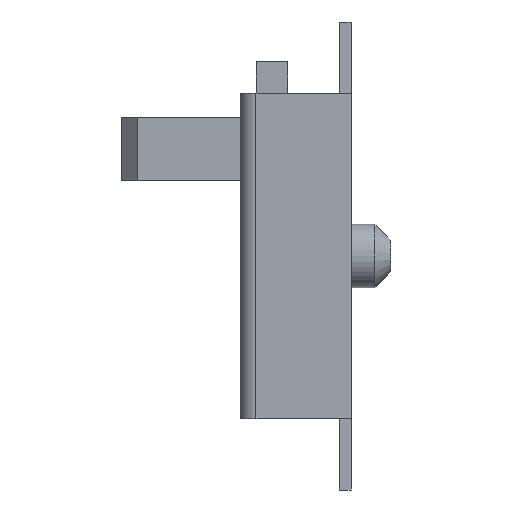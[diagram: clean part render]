
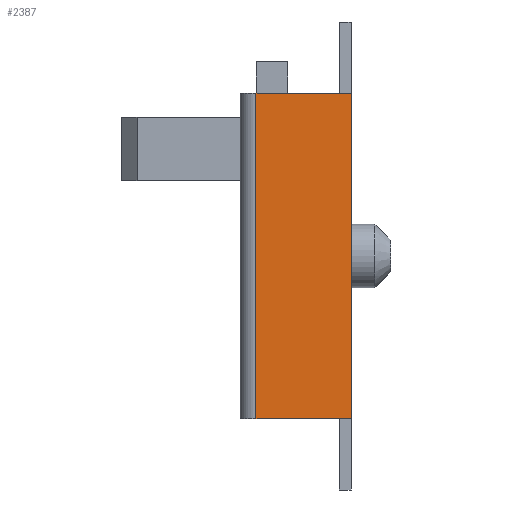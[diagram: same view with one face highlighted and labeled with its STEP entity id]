
A CAD part, left-side view. The second image highlights one B-rep face of the part: STEP entity #2387.
In plain terms, the highlighted planar face has unit normal (-1, 0, 0).
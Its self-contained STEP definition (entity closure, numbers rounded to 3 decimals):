
#184 = PLANE('',#185);
#185 = AXIS2_PLACEMENT_3D('',#186,#187,#188);
#186 = CARTESIAN_POINT('',(-3.35,0.,2.05));
#187 = DIRECTION('',(0.,1.,0.));
#188 = DIRECTION('',(0.,-0.,1.));
#1117 = PLANE('',#1118);
#1118 = AXIS2_PLACEMENT_3D('',#1119,#1120,#1121);
#1119 = CARTESIAN_POINT('',(-3.35,1.4,-2.05));
#1120 = DIRECTION('',(0.,0.,1.));
#1121 = DIRECTION('',(1.,0.,-0.));
#1186 = VERTEX_POINT('',#1187);
#1187 = CARTESIAN_POINT('',(-3.35,0.,-2.05));
#1208 = EDGE_CURVE('',#1209,#1186,#1211,.T.);
#1209 = VERTEX_POINT('',#1210);
#1210 = CARTESIAN_POINT('',(-3.35,1.2,-2.05));
#1211 = SURFACE_CURVE('',#1212,(#1216,#1223),.PCURVE_S1.);
#1212 = LINE('',#1213,#1214);
#1213 = CARTESIAN_POINT('',(-3.35,1.4,-2.05));
#1214 = VECTOR('',#1215,1.);
#1215 = DIRECTION('',(0.,-1.,0.));
#1216 = PCURVE('',#1117,#1217);
#1217 = DEFINITIONAL_REPRESENTATION('',(#1218),#1222);
#1218 = LINE('',#1219,#1220);
#1219 = CARTESIAN_POINT('',(0.,0.));
#1220 = VECTOR('',#1221,1.);
#1221 = DIRECTION('',(0.,-1.));
#1222 = ( GEOMETRIC_REPRESENTATION_CONTEXT(2) 
PARAMETRIC_REPRESENTATION_CONTEXT() REPRESENTATION_CONTEXT('2D SPACE',''
  ) );
#1223 = PCURVE('',#1224,#1229);
#1224 = PLANE('',#1225);
#1225 = AXIS2_PLACEMENT_3D('',#1226,#1227,#1228);
#1226 = CARTESIAN_POINT('',(-3.35,1.4,-2.05));
#1227 = DIRECTION('',(1.,0.,0.));
#1228 = DIRECTION('',(0.,0.,-1.));
#1229 = DEFINITIONAL_REPRESENTATION('',(#1230),#1234);
#1230 = LINE('',#1231,#1232);
#1231 = CARTESIAN_POINT('',(0.,0.));
#1232 = VECTOR('',#1233,1.);
#1233 = DIRECTION('',(-0.,-1.));
#1234 = ( GEOMETRIC_REPRESENTATION_CONTEXT(2) 
PARAMETRIC_REPRESENTATION_CONTEXT() REPRESENTATION_CONTEXT('2D SPACE',''
  ) );
#1257 = CYLINDRICAL_SURFACE('',#1258,0.2);
#1258 = AXIS2_PLACEMENT_3D('',#1259,#1260,#1261);
#1259 = CARTESIAN_POINT('',(-3.15,1.2,2.05));
#1260 = DIRECTION('',(0.,0.,-1.));
#1261 = DIRECTION('',(-1.,0.,0.));
#1579 = PLANE('',#1580);
#1580 = AXIS2_PLACEMENT_3D('',#1581,#1582,#1583);
#1581 = CARTESIAN_POINT('',(-3.35,1.4,2.05));
#1582 = DIRECTION('',(0.,0.,-1.));
#1583 = DIRECTION('',(-1.,0.,0.));
#1994 = VERTEX_POINT('',#1995);
#1995 = CARTESIAN_POINT('',(-3.35,1.2,2.05));
#2021 = EDGE_CURVE('',#1994,#2022,#2024,.T.);
#2022 = VERTEX_POINT('',#2023);
#2023 = CARTESIAN_POINT('',(-3.35,0.,2.05));
#2024 = SURFACE_CURVE('',#2025,(#2029,#2036),.PCURVE_S1.);
#2025 = LINE('',#2026,#2027);
#2026 = CARTESIAN_POINT('',(-3.35,1.4,2.05));
#2027 = VECTOR('',#2028,1.);
#2028 = DIRECTION('',(0.,-1.,0.));
#2029 = PCURVE('',#1579,#2030);
#2030 = DEFINITIONAL_REPRESENTATION('',(#2031),#2035);
#2031 = LINE('',#2032,#2033);
#2032 = CARTESIAN_POINT('',(0.,0.));
#2033 = VECTOR('',#2034,1.);
#2034 = DIRECTION('',(0.,-1.));
#2035 = ( GEOMETRIC_REPRESENTATION_CONTEXT(2) 
PARAMETRIC_REPRESENTATION_CONTEXT() REPRESENTATION_CONTEXT('2D SPACE',''
  ) );
#2036 = PCURVE('',#1224,#2037);
#2037 = DEFINITIONAL_REPRESENTATION('',(#2038),#2042);
#2038 = LINE('',#2039,#2040);
#2039 = CARTESIAN_POINT('',(-4.1,0.));
#2040 = VECTOR('',#2041,1.);
#2041 = DIRECTION('',(-0.,-1.));
#2042 = ( GEOMETRIC_REPRESENTATION_CONTEXT(2) 
PARAMETRIC_REPRESENTATION_CONTEXT() REPRESENTATION_CONTEXT('2D SPACE',''
  ) );
#2177 = EDGE_CURVE('',#1186,#2022,#2178,.T.);
#2178 = SURFACE_CURVE('',#2179,(#2183,#2190),.PCURVE_S1.);
#2179 = LINE('',#2180,#2181);
#2180 = CARTESIAN_POINT('',(-3.35,0.,-2.05));
#2181 = VECTOR('',#2182,1.);
#2182 = DIRECTION('',(0.,0.,1.));
#2183 = PCURVE('',#184,#2184);
#2184 = DEFINITIONAL_REPRESENTATION('',(#2185),#2189);
#2185 = LINE('',#2186,#2187);
#2186 = CARTESIAN_POINT('',(-4.1,0.));
#2187 = VECTOR('',#2188,1.);
#2188 = DIRECTION('',(1.,0.));
#2189 = ( GEOMETRIC_REPRESENTATION_CONTEXT(2) 
PARAMETRIC_REPRESENTATION_CONTEXT() REPRESENTATION_CONTEXT('2D SPACE',''
  ) );
#2190 = PCURVE('',#1224,#2191);
#2191 = DEFINITIONAL_REPRESENTATION('',(#2192),#2196);
#2192 = LINE('',#2193,#2194);
#2193 = CARTESIAN_POINT('',(-0.,-1.4));
#2194 = VECTOR('',#2195,1.);
#2195 = DIRECTION('',(-1.,0.));
#2196 = ( GEOMETRIC_REPRESENTATION_CONTEXT(2) 
PARAMETRIC_REPRESENTATION_CONTEXT() REPRESENTATION_CONTEXT('2D SPACE',''
  ) );
#2387 = ADVANCED_FACE('',(#2388),#1224,.F.);
#2388 = FACE_BOUND('',#2389,.T.);
#2389 = EDGE_LOOP('',(#2390,#2391,#2412,#2413));
#2390 = ORIENTED_EDGE('',*,*,#2021,.F.);
#2391 = ORIENTED_EDGE('',*,*,#2392,.T.);
#2392 = EDGE_CURVE('',#1994,#1209,#2393,.T.);
#2393 = SURFACE_CURVE('',#2394,(#2398,#2405),.PCURVE_S1.);
#2394 = LINE('',#2395,#2396);
#2395 = CARTESIAN_POINT('',(-3.35,1.2,-2.05));
#2396 = VECTOR('',#2397,1.);
#2397 = DIRECTION('',(0.,0.,-1.));
#2398 = PCURVE('',#1224,#2399);
#2399 = DEFINITIONAL_REPRESENTATION('',(#2400),#2404);
#2400 = LINE('',#2401,#2402);
#2401 = CARTESIAN_POINT('',(-0.,-0.2));
#2402 = VECTOR('',#2403,1.);
#2403 = DIRECTION('',(1.,0.));
#2404 = ( GEOMETRIC_REPRESENTATION_CONTEXT(2) 
PARAMETRIC_REPRESENTATION_CONTEXT() REPRESENTATION_CONTEXT('2D SPACE',''
  ) );
#2405 = PCURVE('',#1257,#2406);
#2406 = DEFINITIONAL_REPRESENTATION('',(#2407),#2411);
#2407 = LINE('',#2408,#2409);
#2408 = CARTESIAN_POINT('',(0.,4.1));
#2409 = VECTOR('',#2410,1.);
#2410 = DIRECTION('',(0.,1.));
#2411 = ( GEOMETRIC_REPRESENTATION_CONTEXT(2) 
PARAMETRIC_REPRESENTATION_CONTEXT() REPRESENTATION_CONTEXT('2D SPACE',''
  ) );
#2412 = ORIENTED_EDGE('',*,*,#1208,.T.);
#2413 = ORIENTED_EDGE('',*,*,#2177,.T.);
